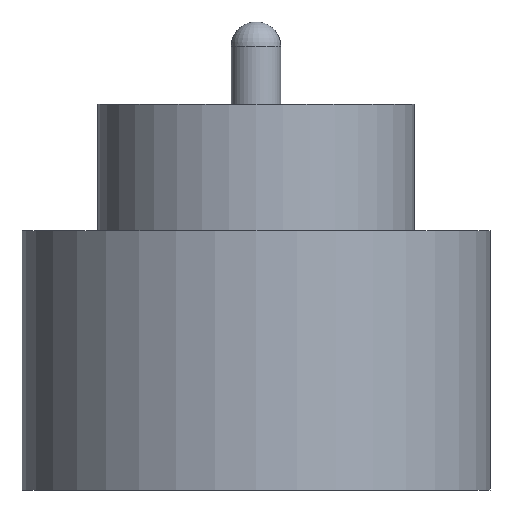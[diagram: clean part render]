
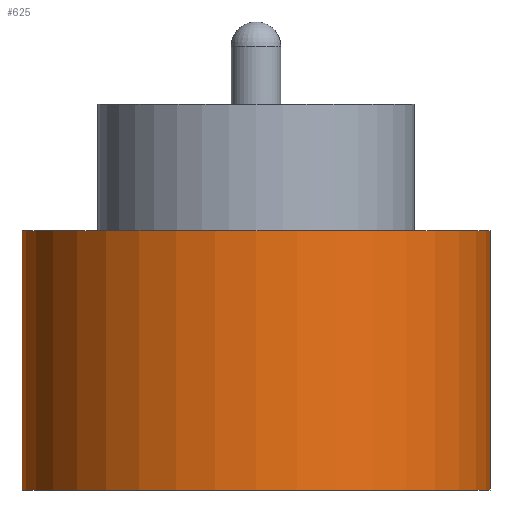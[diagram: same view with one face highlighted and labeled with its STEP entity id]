
A CAD part, front view. The second image highlights one B-rep face of the part: STEP entity #625.
In plain terms, the highlighted cylindrical face has radius 1.85 mm (diameter 3.7 mm), a partial arc.
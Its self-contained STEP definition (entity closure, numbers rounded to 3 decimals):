
#3 = ORIENTED_EDGE ( 'NONE', *, *, #895, .F. ) ;
#28 = ORIENTED_EDGE ( 'NONE', *, *, #554, .T. ) ;
#87 = CIRCLE ( 'NONE', #609, 1.85 ) ;
#99 = LINE ( 'NONE', #401, #851 ) ;
#174 = LINE ( 'NONE', #300, #260 ) ;
#179 = CARTESIAN_POINT ( 'NONE',  ( 1.85, 0., -0.5 ) ) ;
#227 = EDGE_CURVE ( 'NONE', #348, #550, #439, .T. ) ;
#243 = DIRECTION ( 'NONE',  ( 0., 0., 1. ) ) ;
#260 = VECTOR ( 'NONE', #793, 1000. ) ;
#269 = ORIENTED_EDGE ( 'NONE', *, *, #338, .T. ) ;
#297 = ORIENTED_EDGE ( 'NONE', *, *, #227, .F. ) ;
#300 = CARTESIAN_POINT ( 'NONE',  ( -1.85, 0., 2.55 ) ) ;
#321 = CARTESIAN_POINT ( 'NONE',  ( 1.85, 0., 1.55 ) ) ;
#338 = EDGE_CURVE ( 'NONE', #348, #490, #174, .T. ) ;
#348 = VERTEX_POINT ( 'NONE', #652 ) ;
#354 = CARTESIAN_POINT ( 'NONE',  ( 0., 0., 2.55 ) ) ;
#386 = CARTESIAN_POINT ( 'NONE',  ( 0., 0., -0.5 ) ) ;
#401 = CARTESIAN_POINT ( 'NONE',  ( 1.85, 0., 2.55 ) ) ;
#414 = DIRECTION ( 'NONE',  ( 0., 0., 1. ) ) ;
#439 = CIRCLE ( 'NONE', #883, 1.85 ) ;
#455 = DIRECTION ( 'NONE',  ( 0., 0., -1. ) ) ;
#485 = DIRECTION ( 'NONE',  ( -1., 0., 0. ) ) ;
#490 = VERTEX_POINT ( 'NONE', #715 ) ;
#550 = VERTEX_POINT ( 'NONE', #321 ) ;
#554 = EDGE_CURVE ( 'NONE', #490, #568, #87, .T. ) ;
#557 = CARTESIAN_POINT ( 'NONE',  ( 0., 0., 1.55 ) ) ;
#568 = VERTEX_POINT ( 'NONE', #179 ) ;
#609 = AXIS2_PLACEMENT_3D ( 'NONE', #386, #243, #665 ) ;
#625 = ADVANCED_FACE ( 'NONE', ( #746 ), #717, .T. ) ;
#652 = CARTESIAN_POINT ( 'NONE',  ( -1.85, 0., 1.55 ) ) ;
#658 = EDGE_LOOP ( 'NONE', ( #3, #297, #269, #28 ) ) ;
#665 = DIRECTION ( 'NONE',  ( 1., 0., 0. ) ) ;
#691 = DIRECTION ( 'NONE',  ( 1., 0., 0. ) ) ;
#715 = CARTESIAN_POINT ( 'NONE',  ( -1.85, 0., -0.5 ) ) ;
#717 = CYLINDRICAL_SURFACE ( 'NONE', #804, 1.85 ) ;
#746 = FACE_OUTER_BOUND ( 'NONE', #658, .T. ) ;
#774 = DIRECTION ( 'NONE',  ( 0., 0., -1. ) ) ;
#793 = DIRECTION ( 'NONE',  ( 0., 0., -1. ) ) ;
#804 = AXIS2_PLACEMENT_3D ( 'NONE', #354, #774, #485 ) ;
#851 = VECTOR ( 'NONE', #455, 1000. ) ;
#883 = AXIS2_PLACEMENT_3D ( 'NONE', #557, #414, #691 ) ;
#895 = EDGE_CURVE ( 'NONE', #550, #568, #99, .T. ) ;
